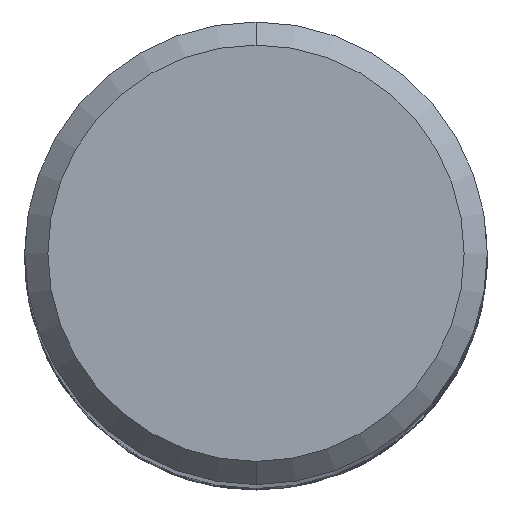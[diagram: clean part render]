
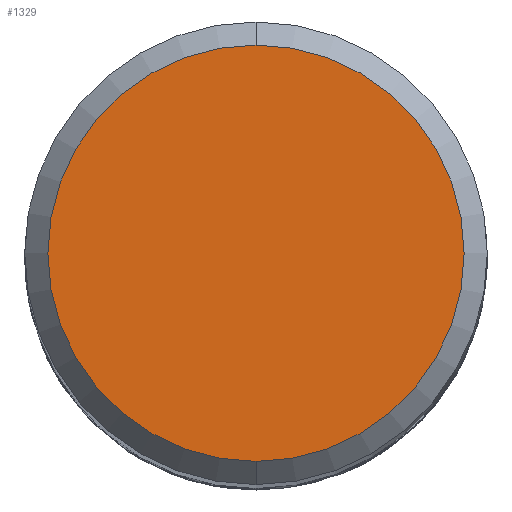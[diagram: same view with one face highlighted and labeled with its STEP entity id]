
A CAD part, top view. The second image highlights one B-rep face of the part: STEP entity #1329.
In plain terms, the highlighted planar face has unit normal (0, 0, 1).
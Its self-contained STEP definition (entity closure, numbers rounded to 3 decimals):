
#791=EDGE_CURVE('',#793,#1411,#1818,.T.);
#793=VERTEX_POINT('',#1820);
#1329=ADVANCED_FACE('',(#2405),#2406,.T.);
#1373=EDGE_CURVE('',#1411,#793,#2454,.T.);
#1411=VERTEX_POINT('',#2496);
#1818=CIRCLE('',#4235,5.4);
#1820=CARTESIAN_POINT('',(0.,-5.4,0.0));
#2405=FACE_OUTER_BOUND('',#8602,.T.);
#2406=PLANE('',#8603);
#2454=CIRCLE('',#9014,5.4);
#2496=CARTESIAN_POINT('',(0.0,5.4,0.0));
#4235=AXIS2_PLACEMENT_3D('',#11775,#11776,#11777);
#8602=EDGE_LOOP('',(#12364,#12365));
#8603=AXIS2_PLACEMENT_3D('',#12366,#12367,#12368);
#9014=AXIS2_PLACEMENT_3D('',#12423,#12424,#12425);
#11775=CARTESIAN_POINT('',(0.0,0.0,0.0));
#11776=DIRECTION('',(0.0,0.0,-1.0));
#11777=DIRECTION('',(0.0,1.0,0.0));
#12364=ORIENTED_EDGE('',*,*,#1373,.F.);
#12365=ORIENTED_EDGE('',*,*,#791,.F.);
#12366=CARTESIAN_POINT('',(0.0,2.7,0.0));
#12367=DIRECTION('',(-0.0,0.0,1.0));
#12368=DIRECTION('',(0.0,-1.0,0.0));
#12423=CARTESIAN_POINT('',(0.0,0.0,0.0));
#12424=DIRECTION('',(0.0,0.0,-1.0));
#12425=DIRECTION('',(0.0,1.0,0.0));
